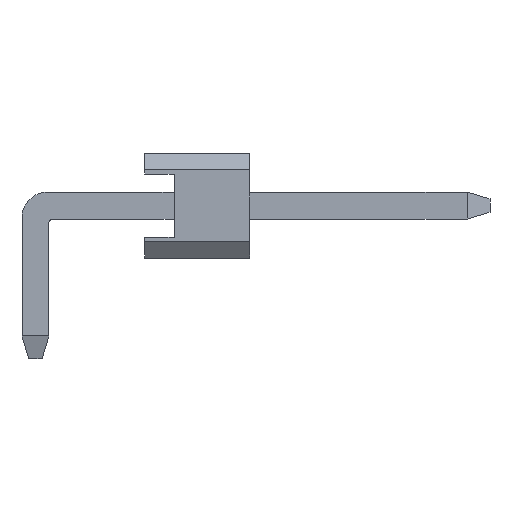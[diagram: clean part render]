
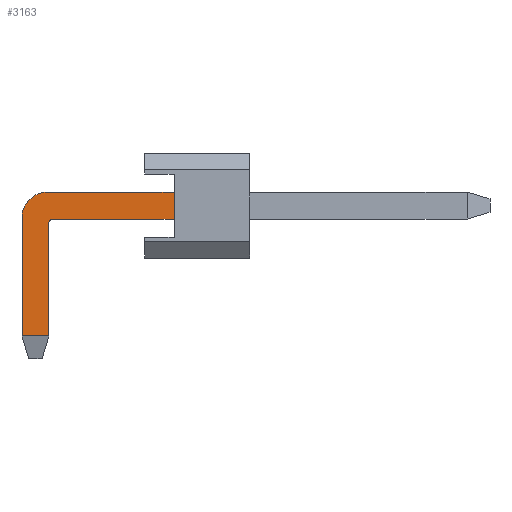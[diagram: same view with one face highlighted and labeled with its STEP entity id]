
A CAD part, left-side view. The second image highlights one B-rep face of the part: STEP entity #3163.
In plain terms, the highlighted planar face has unit normal (-1, 0, 0).
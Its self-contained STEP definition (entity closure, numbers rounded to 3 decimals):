
#2830 = VERTEX_POINT('',#2831);
#2831 = CARTESIAN_POINT('',(-5.4,-3.29,1.58));
#2846 = VERTEX_POINT('',#2847);
#2847 = CARTESIAN_POINT('',(-5.4,-0.27,1.58));
#2853 = EDGE_CURVE('',#2846,#2830,#2854,.T.);
#2854 = LINE('',#2855,#2856);
#2855 = CARTESIAN_POINT('',(-5.4,-0.27,1.58));
#2856 = VECTOR('',#2857,1.);
#2857 = DIRECTION('',(0.,-1.,0.));
#2987 = VERTEX_POINT('',#2988);
#2988 = CARTESIAN_POINT('',(-5.4,-0.31,-1.844));
#2996 = EDGE_CURVE('',#2997,#2987,#2999,.T.);
#2997 = VERTEX_POINT('',#2998);
#2998 = CARTESIAN_POINT('',(-5.4,0.33,-1.844));
#2999 = LINE('',#3000,#3001);
#3000 = CARTESIAN_POINT('',(-5.4,-1.547,
    -1.844));
#3001 = VECTOR('',#3002,1.);
#3002 = DIRECTION('',(0.,-1.,0.));
#3058 = EDGE_CURVE('',#3059,#2997,#3061,.T.);
#3059 = VERTEX_POINT('',#3060);
#3060 = CARTESIAN_POINT('',(-5.4,0.33,-1.844));
#3061 = LINE('',#3062,#3063);
#3062 = CARTESIAN_POINT('',(-5.4,0.33,-1.844));
#3063 = VECTOR('',#3064,1.);
#3064 = DIRECTION('',(0.,-0.281,
    -0.96));
#3163 = ADVANCED_FACE('',(#3164),#3223,.F.);
#3164 = FACE_BOUND('',#3165,.T.);
#3165 = EDGE_LOOP('',(#3166,#3174,#3175,#3184,#3190,#3191,#3192,#3200,
    #3208,#3217));
#3166 = ORIENTED_EDGE('',*,*,#3167,.F.);
#3167 = EDGE_CURVE('',#2830,#3168,#3170,.T.);
#3168 = VERTEX_POINT('',#3169);
#3169 = CARTESIAN_POINT('',(-5.4,-3.29,0.94));
#3170 = LINE('',#3171,#3172);
#3171 = CARTESIAN_POINT('',(-5.4,-3.29,1.014));
#3172 = VECTOR('',#3173,1.);
#3173 = DIRECTION('',(0.,0.,-1.));
#3174 = ORIENTED_EDGE('',*,*,#2853,.F.);
#3175 = ORIENTED_EDGE('',*,*,#3176,.F.);
#3176 = EDGE_CURVE('',#3177,#2846,#3179,.T.);
#3177 = VERTEX_POINT('',#3178);
#3178 = CARTESIAN_POINT('',(-5.4,0.33,0.98));
#3179 = CIRCLE('',#3180,0.6);
#3180 = AXIS2_PLACEMENT_3D('',#3181,#3182,#3183);
#3181 = CARTESIAN_POINT('',(-5.4,-0.27,0.98));
#3182 = DIRECTION('',(1.,0.,0.));
#3183 = DIRECTION('',(0.,0.,1.));
#3184 = ORIENTED_EDGE('',*,*,#3185,.T.);
#3185 = EDGE_CURVE('',#3177,#3059,#3186,.T.);
#3186 = LINE('',#3187,#3188);
#3187 = CARTESIAN_POINT('',(-5.4,0.33,0.98));
#3188 = VECTOR('',#3189,1.);
#3189 = DIRECTION('',(0.,0.,-1.));
#3190 = ORIENTED_EDGE('',*,*,#3058,.T.);
#3191 = ORIENTED_EDGE('',*,*,#2996,.T.);
#3192 = ORIENTED_EDGE('',*,*,#3193,.T.);
#3193 = EDGE_CURVE('',#2987,#3194,#3196,.T.);
#3194 = VERTEX_POINT('',#3195);
#3195 = CARTESIAN_POINT('',(-5.4,-0.31,-1.844));
#3196 = LINE('',#3197,#3198);
#3197 = CARTESIAN_POINT('',(-5.4,-0.15,-2.39));
#3198 = VECTOR('',#3199,1.);
#3199 = DIRECTION('',(0.,-0.281,0.96
    ));
#3200 = ORIENTED_EDGE('',*,*,#3201,.T.);
#3201 = EDGE_CURVE('',#3194,#3202,#3204,.T.);
#3202 = VERTEX_POINT('',#3203);
#3203 = CARTESIAN_POINT('',(-5.4,-0.31,0.84));
#3204 = LINE('',#3205,#3206);
#3205 = CARTESIAN_POINT('',(-5.4,-0.31,-1.844));
#3206 = VECTOR('',#3207,1.);
#3207 = DIRECTION('',(0.,0.,1.));
#3208 = ORIENTED_EDGE('',*,*,#3209,.T.);
#3209 = EDGE_CURVE('',#3202,#3210,#3212,.T.);
#3210 = VERTEX_POINT('',#3211);
#3211 = CARTESIAN_POINT('',(-5.4,-0.41,0.94));
#3212 = CIRCLE('',#3213,0.1);
#3213 = AXIS2_PLACEMENT_3D('',#3214,#3215,#3216);
#3214 = CARTESIAN_POINT('',(-5.4,-0.41,0.84));
#3215 = DIRECTION('',(1.,0.,0.));
#3216 = DIRECTION('',(0.,0.,1.));
#3217 = ORIENTED_EDGE('',*,*,#3218,.F.);
#3218 = EDGE_CURVE('',#3168,#3210,#3219,.T.);
#3219 = LINE('',#3220,#3221);
#3220 = CARTESIAN_POINT('',(-5.4,-10.264,0.94));
#3221 = VECTOR('',#3222,1.);
#3222 = DIRECTION('',(0.,1.,0.));
#3223 = PLANE('',#3224);
#3224 = AXIS2_PLACEMENT_3D('',#3225,#3226,#3227);
#3225 = CARTESIAN_POINT('',(-5.4,-4.103,0.768));
#3226 = DIRECTION('',(1.,0.,0.));
#3227 = DIRECTION('',(0.,0.,1.));
